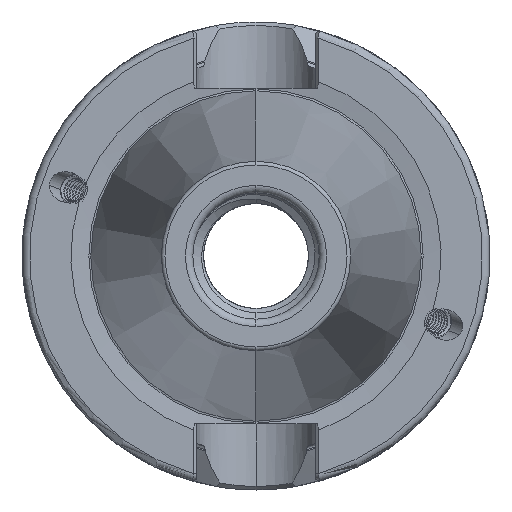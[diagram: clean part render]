
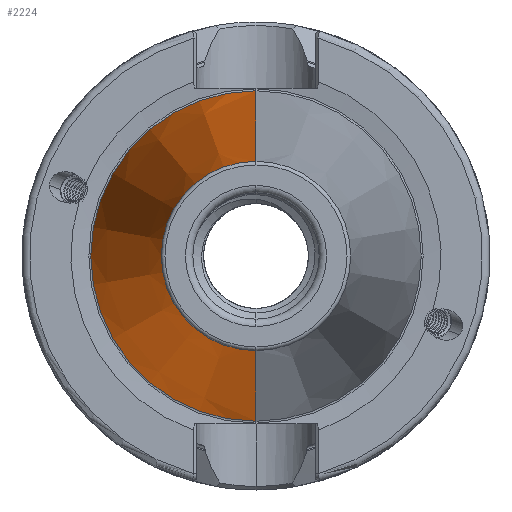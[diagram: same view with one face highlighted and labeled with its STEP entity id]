
A CAD part, left-side view. The second image highlights one B-rep face of the part: STEP entity #2224.
In plain terms, the highlighted conical face has half-angle 8.297 degrees and reference radius 22.24 mm.
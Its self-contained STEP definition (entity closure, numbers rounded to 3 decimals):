
#2224 = ADVANCED_FACE ( 'NONE', ( #11528 ), #11489, .T. ) ;
#6462 = AXIS2_PLACEMENT_3D ( 'NONE', #17652, #17659, #17648 ) ;
#6519 = AXIS2_PLACEMENT_3D ( 'NONE', #21012, #21021, #21015 ) ;
#6557 = AXIS2_PLACEMENT_3D ( 'NONE', #21225, #21252, #21217 ) ;
#8645 = EDGE_CURVE ( 'NONE', #13178, #13180, #11768, .T. ) ;
#8673 = EDGE_CURVE ( 'NONE', #13106, #15469, #11754, .T. ) ;
#8678 = EDGE_CURVE ( 'NONE', #15469, #13180, #11758, .T. ) ;
#8705 = EDGE_CURVE ( 'NONE', #13106, #13178, #11787, .T. ) ;
#9757 = ORIENTED_EDGE ( 'NONE', *, *, #8673, .F. ) ;
#9786 = ORIENTED_EDGE ( 'NONE', *, *, #8678, .F. ) ;
#9799 = ORIENTED_EDGE ( 'NONE', *, *, #8705, .T. ) ;
#9803 = ORIENTED_EDGE ( 'NONE', *, *, #8645, .T. ) ;
#11489 = CONICAL_SURFACE ( 'NONE', #6462, 22.24, 0.145 ) ;
#11528 = FACE_OUTER_BOUND ( 'NONE', #15611, .T. ) ;
#11742 = VECTOR ( 'NONE', #21008, 1000. ) ;
#11754 = LINE ( 'NONE', #21036, #11742 ) ;
#11758 = CIRCLE ( 'NONE', #6519, 22.24 ) ;
#11768 = LINE ( 'NONE', #20838, #11771 ) ;
#11771 = VECTOR ( 'NONE', #20842, 1000. ) ;
#11787 = CIRCLE ( 'NONE', #6557, 12.75 ) ;
#12419 = CARTESIAN_POINT ( 'NONE',  ( -65.972, 0., -12.75 ) ) ;
#12446 = CARTESIAN_POINT ( 'NONE',  ( -65.972, 0., 12.75 ) ) ;
#12523 = CARTESIAN_POINT ( 'NONE',  ( -0.9, 0., 22.24 ) ) ;
#12785 = CARTESIAN_POINT ( 'NONE',  ( -0.9, 0., -22.24 ) ) ;
#13106 = VERTEX_POINT ( 'NONE', #12419 ) ;
#13178 = VERTEX_POINT ( 'NONE', #12446 ) ;
#13180 = VERTEX_POINT ( 'NONE', #12523 ) ;
#15469 = VERTEX_POINT ( 'NONE', #12785 ) ;
#15611 = EDGE_LOOP ( 'NONE', ( #9799, #9803, #9786, #9757 ) ) ;
#17648 = DIRECTION ( 'NONE',  ( 0., 0., -1. ) ) ;
#17652 = CARTESIAN_POINT ( 'NONE',  ( -0.9, 0., 0. ) ) ;
#17659 = DIRECTION ( 'NONE',  ( 1., 0., 0. ) ) ;
#20838 = CARTESIAN_POINT ( 'NONE',  ( -0.9, 0., 22.24 ) ) ;
#20842 = DIRECTION ( 'NONE',  ( 0.99, 0., 0.144 ) ) ;
#21008 = DIRECTION ( 'NONE',  ( 0.99, 0., -0.144 ) ) ;
#21012 = CARTESIAN_POINT ( 'NONE',  ( -0.9, 0., 0. ) ) ;
#21015 = DIRECTION ( 'NONE',  ( 0., 0., -1. ) ) ;
#21021 = DIRECTION ( 'NONE',  ( 1., 0., 0. ) ) ;
#21036 = CARTESIAN_POINT ( 'NONE',  ( -0.9, 0., -22.24 ) ) ;
#21217 = DIRECTION ( 'NONE',  ( 0., 0., -1. ) ) ;
#21225 = CARTESIAN_POINT ( 'NONE',  ( -65.972, 0., 0. ) ) ;
#21252 = DIRECTION ( 'NONE',  ( 1., 0., 0. ) ) ;
